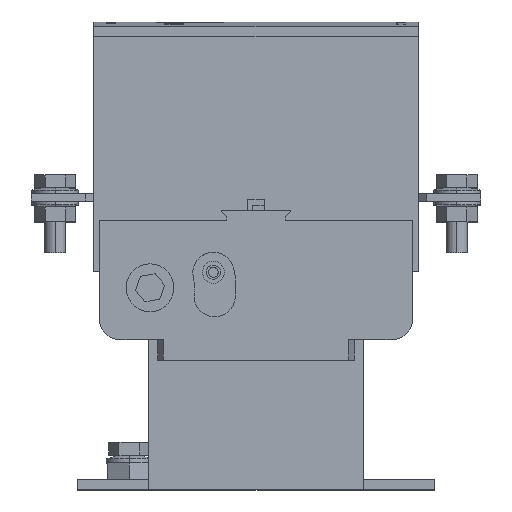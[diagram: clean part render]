
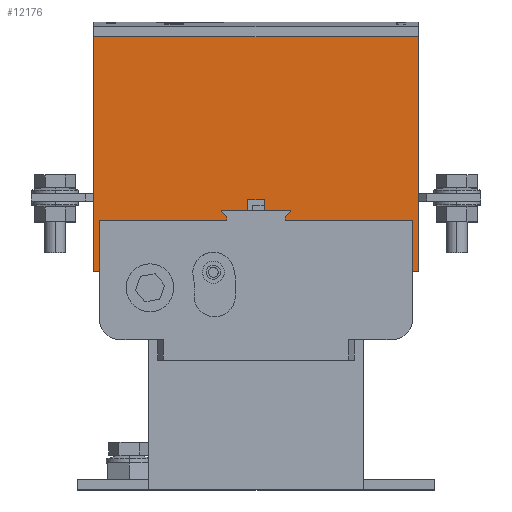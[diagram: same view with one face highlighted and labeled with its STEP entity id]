
A CAD part, top view. The second image highlights one B-rep face of the part: STEP entity #12176.
In plain terms, the highlighted planar face has unit normal (0, 0, 1).
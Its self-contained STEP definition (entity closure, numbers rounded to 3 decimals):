
#104 = ORIENTED_EDGE ( 'NONE', *, *, #40236, .F. ) ;
#424 = LINE ( 'NONE', #13265, #53309 ) ;
#760 = CARTESIAN_POINT ( 'NONE',  ( -11.25, 104., 54.5 ) ) ;
#1160 = VERTEX_POINT ( 'NONE', #44505 ) ;
#1307 = CARTESIAN_POINT ( 'NONE',  ( 0., 84.5, 54.5 ) ) ;
#1691 = CARTESIAN_POINT ( 'NONE',  ( -60.5, 84.5, 54.5 ) ) ;
#3771 = VERTEX_POINT ( 'NONE', #12457 ) ;
#4286 = VERTEX_POINT ( 'NONE', #35481 ) ;
#5058 = CARTESIAN_POINT ( 'NONE',  ( -60.5, 104., 54.5 ) ) ;
#5615 = DIRECTION ( 'NONE',  ( -1., 0., 0. ) ) ;
#5711 = VERTEX_POINT ( 'NONE', #35146 ) ;
#6478 = VECTOR ( 'NONE', #5615, 1000. ) ;
#7374 = VECTOR ( 'NONE', #17813, 1000. ) ;
#8263 = CARTESIAN_POINT ( 'NONE',  ( 60.5, 84.5, 54.5 ) ) ;
#9485 = DIRECTION ( 'NONE',  ( 0., -1., 0. ) ) ;
#9546 = AXIS2_PLACEMENT_3D ( 'NONE', #52731, #53390, #52476 ) ;
#9894 = VERTEX_POINT ( 'NONE', #16632 ) ;
#11888 = VECTOR ( 'NONE', #31095, 1000. ) ;
#12147 = ORIENTED_EDGE ( 'NONE', *, *, #44791, .F. ) ;
#12176 = ADVANCED_FACE ( 'NONE', ( #36435 ), #52621, .T. ) ;
#12457 = CARTESIAN_POINT ( 'NONE',  ( 11.25, 105., 54.5 ) ) ;
#13265 = CARTESIAN_POINT ( 'NONE',  ( -60.5, 104., 54.5 ) ) ;
#13639 = CARTESIAN_POINT ( 'NONE',  ( 60.5, 104., 54.5 ) ) ;
#14420 = VERTEX_POINT ( 'NONE', #8263 ) ;
#14483 = ORIENTED_EDGE ( 'NONE', *, *, #44560, .F. ) ;
#15069 = VECTOR ( 'NONE', #31051, 1000. ) ;
#16542 = CARTESIAN_POINT ( 'NONE',  ( -62.75, 0., 54.5 ) ) ;
#16632 = CARTESIAN_POINT ( 'NONE',  ( -11.25, 105., 54.5 ) ) ;
#16913 = DIRECTION ( 'NONE',  ( -1., 0., 0. ) ) ;
#17071 = LINE ( 'NONE', #42698, #7374 ) ;
#17417 = LINE ( 'NONE', #37258, #38231 ) ;
#17813 = DIRECTION ( 'NONE',  ( 1., 0., 0. ) ) ;
#17943 = CARTESIAN_POINT ( 'NONE',  ( -13.5, 108., 54.5 ) ) ;
#18544 = CARTESIAN_POINT ( 'NONE',  ( -11.25, 0., 54.5 ) ) ;
#19557 = DIRECTION ( 'NONE',  ( 0., 1., 0. ) ) ;
#19928 = CARTESIAN_POINT ( 'NONE',  ( 43.2, 32.4, 54.5 ) ) ;
#20070 = VECTOR ( 'NONE', #50888, 1000. ) ;
#20393 = ORIENTED_EDGE ( 'NONE', *, *, #39917, .T. ) ;
#21744 = CARTESIAN_POINT ( 'NONE',  ( 60.5, 104., 54.5 ) ) ;
#22046 = LINE ( 'NONE', #34907, #42883 ) ;
#22298 = ORIENTED_EDGE ( 'NONE', *, *, #44723, .T. ) ;
#22906 = LINE ( 'NONE', #18544, #11888 ) ;
#23526 = ORIENTED_EDGE ( 'NONE', *, *, #44550, .F. ) ;
#24134 = DIRECTION ( 'NONE',  ( -0.6, 0.8, 0. ) ) ;
#24190 = VERTEX_POINT ( 'NONE', #17943 ) ;
#25410 = VECTOR ( 'NONE', #19557, 1000. ) ;
#25578 = ORIENTED_EDGE ( 'NONE', *, *, #39680, .T. ) ;
#25812 = VERTEX_POINT ( 'NONE', #760 ) ;
#26434 = VERTEX_POINT ( 'NONE', #39080 ) ;
#26550 = CARTESIAN_POINT ( 'NONE',  ( 0., 108., 54.5 ) ) ;
#29755 = VERTEX_POINT ( 'NONE', #46221 ) ;
#29831 = CARTESIAN_POINT ( 'NONE',  ( -60.5, 104., 54.5 ) ) ;
#30740 = DIRECTION ( 'NONE',  ( 0., 1., 0. ) ) ;
#31051 = DIRECTION ( 'NONE',  ( 0.6, 0.8, 0. ) ) ;
#31095 = DIRECTION ( 'NONE',  ( 0., 1., 0. ) ) ;
#31301 = VERTEX_POINT ( 'NONE', #1691 ) ;
#32600 = LINE ( 'NONE', #26550, #43660 ) ;
#33292 = VECTOR ( 'NONE', #24134, 1000. ) ;
#34598 = LINE ( 'NONE', #19928, #33292 ) ;
#34907 = CARTESIAN_POINT ( 'NONE',  ( 62.75, 0., 54.5 ) ) ;
#35146 = CARTESIAN_POINT ( 'NONE',  ( 13.5, 108., 54.5 ) ) ;
#35481 = CARTESIAN_POINT ( 'NONE',  ( -60.5, 104., 54.5 ) ) ;
#36435 = FACE_OUTER_BOUND ( 'NONE', #45202, .T. ) ;
#36855 = DIRECTION ( 'NONE',  ( 1., 0., 0. ) ) ;
#37145 = LINE ( 'NONE', #51784, #15069 ) ;
#37258 = CARTESIAN_POINT ( 'NONE',  ( 0., 84.5, 54.5 ) ) ;
#37774 = LINE ( 'NONE', #40301, #25410 ) ;
#38135 = VERTEX_POINT ( 'NONE', #50519 ) ;
#38202 = VERTEX_POINT ( 'NONE', #38536 ) ;
#38231 = VECTOR ( 'NONE', #16913, 1000. ) ;
#38536 = CARTESIAN_POINT ( 'NONE',  ( -62.75, 175., 54.5 ) ) ;
#38848 = ORIENTED_EDGE ( 'NONE', *, *, #41170, .T. ) ;
#39080 = CARTESIAN_POINT ( 'NONE',  ( 62.75, 175., 54.5 ) ) ;
#39544 = EDGE_CURVE ( 'NONE', #38202, #26434, #17071, .T. ) ;
#39566 = VECTOR ( 'NONE', #45585, 1000. ) ;
#39639 = LINE ( 'NONE', #1307, #6478 ) ;
#39672 = VECTOR ( 'NONE', #46491, 1000. ) ;
#39680 = EDGE_CURVE ( 'NONE', #25812, #9894, #22906, .T. ) ;
#39917 = EDGE_CURVE ( 'NONE', #9894, #24190, #34598, .T. ) ;
#40074 = EDGE_CURVE ( 'NONE', #24190, #5711, #32600, .T. ) ;
#40236 = EDGE_CURVE ( 'NONE', #3771, #5711, #37145, .T. ) ;
#40301 = CARTESIAN_POINT ( 'NONE',  ( 11.25, 0., 54.5 ) ) ;
#40392 = EDGE_CURVE ( 'NONE', #38135, #3771, #37774, .T. ) ;
#40902 = VECTOR ( 'NONE', #9485, 1000. ) ;
#41025 = EDGE_CURVE ( 'NONE', #38135, #44739, #50710, .T. ) ;
#41134 = ORIENTED_EDGE ( 'NONE', *, *, #44716, .F. ) ;
#41170 = EDGE_CURVE ( 'NONE', #1160, #26434, #22046, .T. ) ;
#42490 = DIRECTION ( 'NONE',  ( 0., -1., 0. ) ) ;
#42698 = CARTESIAN_POINT ( 'NONE',  ( 0., 175., 54.5 ) ) ;
#42883 = VECTOR ( 'NONE', #30740, 1000. ) ;
#43410 = ORIENTED_EDGE ( 'NONE', *, *, #39544, .F. ) ;
#43516 = LINE ( 'NONE', #5058, #20070 ) ;
#43660 = VECTOR ( 'NONE', #36855, 1000. ) ;
#44505 = CARTESIAN_POINT ( 'NONE',  ( 62.75, 84.5, 54.5 ) ) ;
#44550 = EDGE_CURVE ( 'NONE', #29755, #38202, #49257, .T. ) ;
#44560 = EDGE_CURVE ( 'NONE', #31301, #29755, #17417, .T. ) ;
#44716 = EDGE_CURVE ( 'NONE', #4286, #31301, #424, .T. ) ;
#44723 = EDGE_CURVE ( 'NONE', #4286, #25812, #43516, .T. ) ;
#44731 = EDGE_CURVE ( 'NONE', #44739, #14420, #52017, .T. ) ;
#44739 = VERTEX_POINT ( 'NONE', #13639 ) ;
#44791 = EDGE_CURVE ( 'NONE', #1160, #14420, #39639, .T. ) ;
#45202 = EDGE_LOOP ( 'NONE', ( #23526, #14483, #41134, #22298, #25578, #20393, #45788, #104, #47778, #51100, #53123, #12147, #38848, #43410 ) ) ;
#45585 = DIRECTION ( 'NONE',  ( 0., 1., 0. ) ) ;
#45788 = ORIENTED_EDGE ( 'NONE', *, *, #40074, .T. ) ;
#46221 = CARTESIAN_POINT ( 'NONE',  ( -62.75, 84.5, 54.5 ) ) ;
#46491 = DIRECTION ( 'NONE',  ( 1., 0., 0. ) ) ;
#47778 = ORIENTED_EDGE ( 'NONE', *, *, #40392, .F. ) ;
#49257 = LINE ( 'NONE', #16542, #39566 ) ;
#50519 = CARTESIAN_POINT ( 'NONE',  ( 11.25, 104., 54.5 ) ) ;
#50710 = LINE ( 'NONE', #29831, #39672 ) ;
#50888 = DIRECTION ( 'NONE',  ( 1., 0., 0. ) ) ;
#51100 = ORIENTED_EDGE ( 'NONE', *, *, #41025, .T. ) ;
#51784 = CARTESIAN_POINT ( 'NONE',  ( -43.2, 32.4, 54.5 ) ) ;
#52017 = LINE ( 'NONE', #21744, #40902 ) ;
#52476 = DIRECTION ( 'NONE',  ( 1., 0., 0. ) ) ;
#52621 = PLANE ( 'NONE',  #9546 ) ;
#52731 = CARTESIAN_POINT ( 'NONE',  ( 0., 0., 54.5 ) ) ;
#53123 = ORIENTED_EDGE ( 'NONE', *, *, #44731, .T. ) ;
#53309 = VECTOR ( 'NONE', #42490, 1000. ) ;
#53390 = DIRECTION ( 'NONE',  ( 0., 0., 1. ) ) ;
